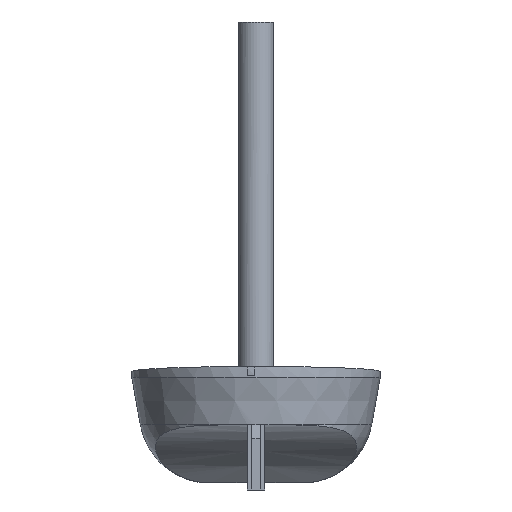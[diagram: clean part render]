
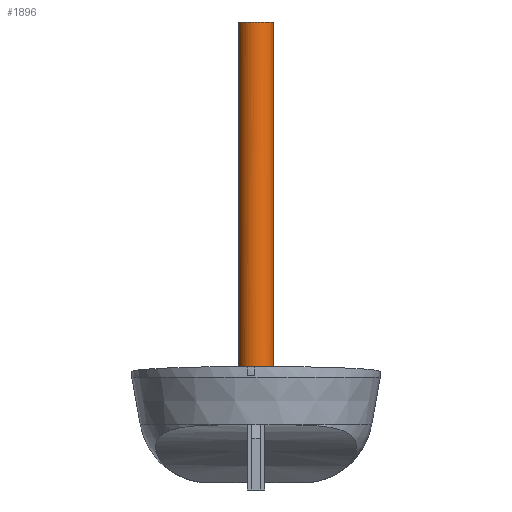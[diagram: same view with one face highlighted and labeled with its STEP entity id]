
A CAD part, left-side view. The second image highlights one B-rep face of the part: STEP entity #1896.
In plain terms, the highlighted cylindrical face has radius 10 mm (diameter 20 mm), a full revolution.
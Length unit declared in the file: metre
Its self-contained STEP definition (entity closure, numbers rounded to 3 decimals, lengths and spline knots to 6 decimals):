
#41=CYLINDRICAL_SURFACE('',#2021,0.01);
#87=LINE('',#2733,#304);
#146=LINE('',#2860,#363);
#147=LINE('',#2864,#364);
#148=LINE('',#2867,#365);
#304=VECTOR('',#2188,1.);
#363=VECTOR('',#2291,1.);
#364=VECTOR('',#2294,1.);
#365=VECTOR('',#2297,1.);
#613=ORIENTED_EDGE('',*,*,#1150,.F.);
#614=ORIENTED_EDGE('',*,*,#1151,.F.);
#615=ORIENTED_EDGE('',*,*,#1152,.F.);
#616=ORIENTED_EDGE('',*,*,#1153,.T.);
#617=ORIENTED_EDGE('',*,*,#1154,.F.);
#618=ORIENTED_EDGE('',*,*,#1155,.T.);
#619=ORIENTED_EDGE('',*,*,#1156,.F.);
#620=ORIENTED_EDGE('',*,*,#1096,.F.);
#621=ORIENTED_EDGE('',*,*,#1088,.T.);
#1088=EDGE_CURVE('',#1372,#1371,#87,.F.);
#1096=EDGE_CURVE('',#1372,#1376,#1525,.F.);
#1150=EDGE_CURVE('',#1416,#1417,#1528,.T.);
#1151=EDGE_CURVE('',#1418,#1416,#146,.T.);
#1152=EDGE_CURVE('',#1419,#1418,#1529,.T.);
#1153=EDGE_CURVE('',#1419,#1417,#147,.T.);
#1154=EDGE_CURVE('',#1420,#1371,#1530,.F.);
#1155=EDGE_CURVE('',#1420,#1421,#148,.T.);
#1156=EDGE_CURVE('',#1376,#1421,#1531,.F.);
#1371=VERTEX_POINT('',#2732);
#1372=VERTEX_POINT('',#2734);
#1376=VERTEX_POINT('',#2743);
#1416=VERTEX_POINT('',#2858);
#1417=VERTEX_POINT('',#2859);
#1418=VERTEX_POINT('',#2861);
#1419=VERTEX_POINT('',#2863);
#1420=VERTEX_POINT('',#2866);
#1421=VERTEX_POINT('',#2868);
#1525=CIRCLE('',#2003,0.01);
#1528=CIRCLE('',#2022,0.01);
#1529=CIRCLE('',#2023,0.01);
#1530=CIRCLE('',#2024,0.01);
#1531=CIRCLE('',#2025,0.01);
#1593=EDGE_LOOP('',(#613,#614,#615,#616));
#1594=EDGE_LOOP('',(#617,#618,#619,#620,#621));
#1705=FACE_BOUND('',#1593,.T.);
#1706=FACE_BOUND('',#1594,.T.);
#1896=ADVANCED_FACE('',(#1705,#1706),#41,.T.);
#2003=AXIS2_PLACEMENT_3D('',#2749,#2200,#2201);
#2021=AXIS2_PLACEMENT_3D('',#2856,#2287,#2288);
#2022=AXIS2_PLACEMENT_3D('',#2857,#2289,#2290);
#2023=AXIS2_PLACEMENT_3D('',#2862,#2292,#2293);
#2024=AXIS2_PLACEMENT_3D('',#2865,#2295,#2296);
#2025=AXIS2_PLACEMENT_3D('',#2869,#2298,#2299);
#2188=DIRECTION('',(0.,0.,-1.));
#2200=DIRECTION('',(0.,0.,1.));
#2201=DIRECTION('',(1.,0.,0.));
#2287=DIRECTION('',(0.,0.,-1.));
#2288=DIRECTION('',(-1.,0.,0.));
#2289=DIRECTION('',(0.,0.,1.));
#2290=DIRECTION('',(1.,0.,0.));
#2291=DIRECTION('',(0.,0.,-1.));
#2292=DIRECTION('',(0.,0.,1.));
#2293=DIRECTION('',(1.,0.,0.));
#2294=DIRECTION('',(0.,0.,-1.));
#2295=DIRECTION('',(0.,0.,1.));
#2296=DIRECTION('',(1.,0.,0.));
#2297=DIRECTION('',(0.,0.,-1.));
#2298=DIRECTION('',(0.,0.,1.));
#2299=DIRECTION('',(1.,0.,0.));
#2732=CARTESIAN_POINT('',(-0.05,0.01,0.06));
#2733=CARTESIAN_POINT('',(-0.05,0.01,0.25));
#2734=CARTESIAN_POINT('',(-0.05,0.01,0.058));
#2743=CARTESIAN_POINT('',(-0.04,0.,0.058));
#2749=CARTESIAN_POINT('',(-0.05,0.,0.058));
#2856=CARTESIAN_POINT('',(-0.05,0.,0.25));
#2857=CARTESIAN_POINT('',(-0.05,0.,0.25));
#2858=CARTESIAN_POINT('',(-0.042,-0.006,0.25));
#2859=CARTESIAN_POINT('',(-0.042,0.006,0.25));
#2860=CARTESIAN_POINT('',(-0.042,-0.006,0.262));
#2861=CARTESIAN_POINT('',(-0.042,-0.006,0.262));
#2862=CARTESIAN_POINT('',(-0.05,0.,0.262));
#2863=CARTESIAN_POINT('',(-0.042,0.006,0.262));
#2864=CARTESIAN_POINT('',(-0.042,0.006,0.262));
#2865=CARTESIAN_POINT('',(-0.05,0.,0.06));
#2866=CARTESIAN_POINT('',(-0.05,-0.01,0.06));
#2867=CARTESIAN_POINT('',(-0.05,-0.01,0.25));
#2868=CARTESIAN_POINT('',(-0.05,-0.01,0.058));
#2869=CARTESIAN_POINT('',(-0.05,0.,0.058));
